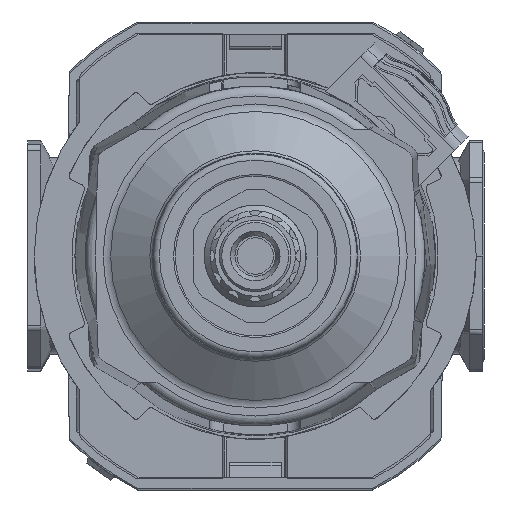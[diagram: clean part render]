
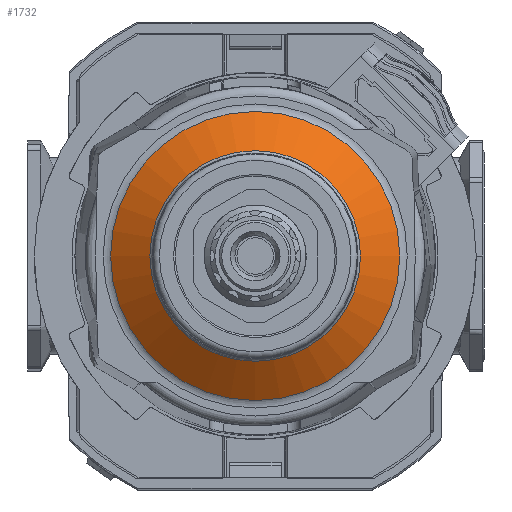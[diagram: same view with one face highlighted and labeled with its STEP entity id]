
A CAD part, front view. The second image highlights one B-rep face of the part: STEP entity #1732.
In plain terms, the highlighted conical face has half-angle 54.996 degrees and reference radius 22.24 mm.
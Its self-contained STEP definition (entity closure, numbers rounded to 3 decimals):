
#1732 = ADVANCED_FACE( '', ( #4201, #4202 ), #4203, .T. );
#4201 = FACE_BOUND( '', #7661, .T. );
#4202 = FACE_OUTER_BOUND( '', #7662, .T. );
#4203 = CONICAL_SURFACE( '', #7663, 22.24, 0.96 );
#7661 = EDGE_LOOP( '', ( #12866 ) );
#7662 = EDGE_LOOP( '', ( #12867 ) );
#7663 = AXIS2_PLACEMENT_3D( '', #12868, #12869, #12870 );
#12866 = ORIENTED_EDGE( '', *, *, #21958, .F. );
#12867 = ORIENTED_EDGE( '', *, *, #21503, .T. );
#12868 = CARTESIAN_POINT( '', ( 0., 5.938, 0. ) );
#12869 = DIRECTION( '', ( 0., 1., 0. ) );
#12870 = DIRECTION( '', ( -1., 0., 0. ) );
#21503 = EDGE_CURVE( '', #26205, #26205, #26206, .T. );
#21958 = EDGE_CURVE( '', #26957, #26957, #26958, .T. );
#26205 = VERTEX_POINT( '', #33521 );
#26206 = CIRCLE( '', #33522, 22.24 );
#26957 = VERTEX_POINT( '', #34847 );
#26958 = CIRCLE( '', #34848, 16.199 );
#33521 = CARTESIAN_POINT( '', ( 22.24, 5.938, 0. ) );
#33522 = AXIS2_PLACEMENT_3D( '', #42246, #42247, #42248 );
#34847 = CARTESIAN_POINT( '', ( 16.199, 1.708, 0. ) );
#34848 = AXIS2_PLACEMENT_3D( '', #42759, #42760, #42761 );
#42246 = CARTESIAN_POINT( '', ( 0., 5.938, 0. ) );
#42247 = DIRECTION( '', ( 0., -1., 0. ) );
#42248 = DIRECTION( '', ( 1., 0., 0. ) );
#42759 = CARTESIAN_POINT( '', ( 0., 1.708, 0. ) );
#42760 = DIRECTION( '', ( 0., -1., 0. ) );
#42761 = DIRECTION( '', ( 1., 0., 0. ) );
